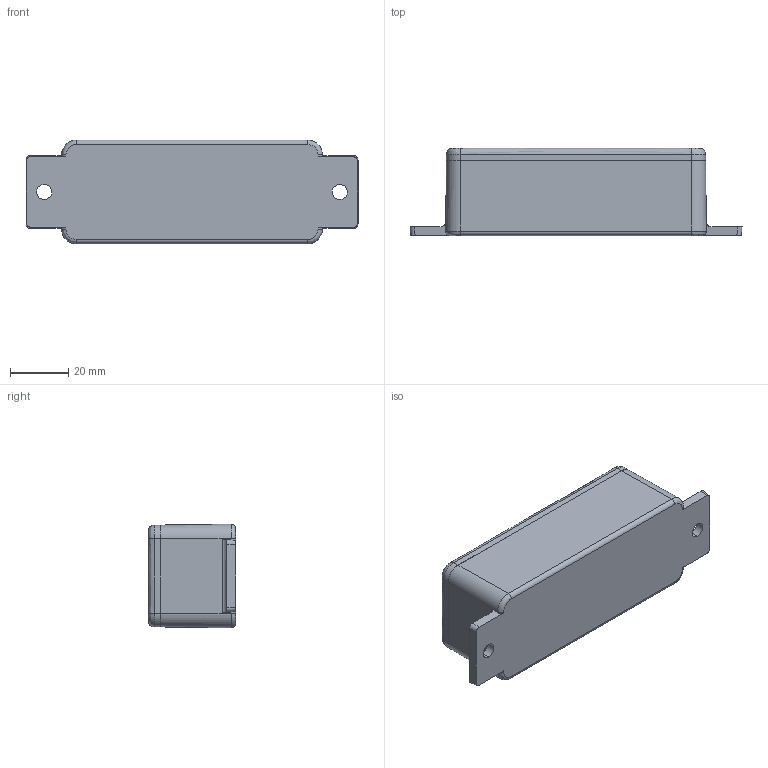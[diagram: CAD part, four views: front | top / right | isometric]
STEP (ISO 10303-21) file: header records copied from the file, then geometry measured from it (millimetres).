
FILE_DESCRIPTION (( 'STEP AP214' ), '1' );
FILE_NAME ('B037MFB.STEP', '2014-08-27T05:06:05', ( 'AsusUser' ), ( '' ), 'SwSTEP 2.0', 'SolidWorks 2014', '' );
FILE_SCHEMA (( 'AUTOMOTIVE_DESIGN' ));
Length unit declared in the file: millimetre
Products named in the file (3): B037MFB; B037-COVER; B03MF-BASE
Assembly tree (2 placements, depth 2):
  B037MFB
    B03MF-BASE
    B037-COVER
Bounding box: 114.04 x 30 x 35.62 mm (x, y, z)
Volume: 30215.3 mm3; surface area: 28255.5 mm2
Topology: 2 solids, 2 shells, 269 faces, 734 edges, 472 vertices
Faces by surface type: bspline 178, plane 83, cylinder 8
Entity records: 13134 total; most frequent: CARTESIAN_POINT 6585, ORIENTED_EDGE 1468, EDGE_CURVE 734, DIRECTION 524, VERTEX_POINT 472, LINE 300, VECTOR 300, EDGE_LOOP 284
